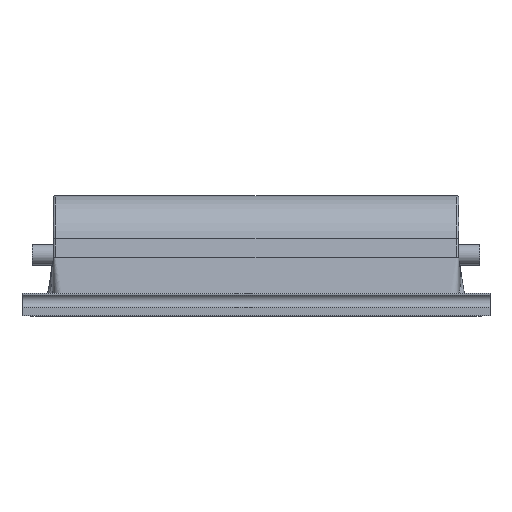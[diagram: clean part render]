
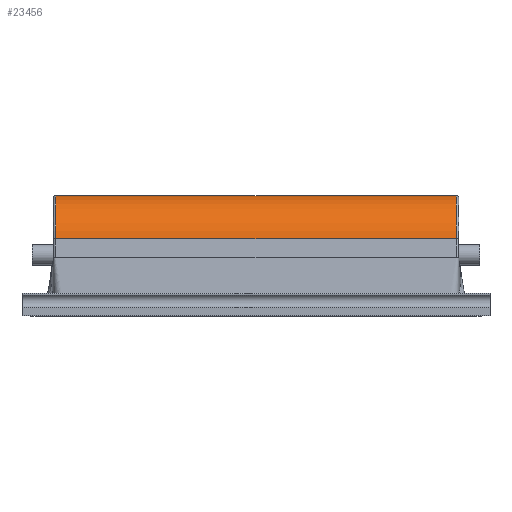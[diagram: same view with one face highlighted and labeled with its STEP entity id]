
A CAD part, top view. The second image highlights one B-rep face of the part: STEP entity #23456.
In plain terms, the highlighted cylindrical face has radius 26.237 mm (diameter 52.475 mm), a partial arc.
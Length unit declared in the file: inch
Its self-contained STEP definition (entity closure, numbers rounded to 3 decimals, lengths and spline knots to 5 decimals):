
#815 = ORIENTED_EDGE ( 'NONE', *, *, #9690, .T. ) ;
#1960 = CYLINDRICAL_SURFACE ( 'NONE', #14603, 1.03297 ) ;
#3055 = VERTEX_POINT ( 'NONE', #27817 ) ;
#3101 = ORIENTED_EDGE ( 'NONE', *, *, #22518, .T. ) ;
#4188 = DIRECTION ( 'NONE',  ( -1., 0., 0. ) ) ;
#4968 = DIRECTION ( 'NONE',  ( 0., 0., -1. ) ) ;
#6614 = DIRECTION ( 'NONE',  ( 0., 0., -1. ) ) ;
#6890 = CARTESIAN_POINT ( 'NONE',  ( 4.20039, 1.57137, -1.02654 ) ) ;
#7280 = CARTESIAN_POINT ( 'NONE',  ( 4.20039, 1.45635, 0. ) ) ;
#7688 = VERTEX_POINT ( 'NONE', #6890 ) ;
#8620 = DIRECTION ( 'NONE',  ( -1., 0., 0. ) ) ;
#9009 = VERTEX_POINT ( 'NONE', #23658 ) ;
#9690 = EDGE_CURVE ( 'NONE', #7688, #9009, #15071, .T. ) ;
#9890 = EDGE_LOOP ( 'NONE', ( #815, #3101, #28301, #11212 ) ) ;
#10743 = DIRECTION ( 'NONE',  ( 0., 0., 1. ) ) ;
#11212 = ORIENTED_EDGE ( 'NONE', *, *, #23671, .T. ) ;
#13495 = DIRECTION ( 'NONE',  ( 1., 0., 0. ) ) ;
#14603 = AXIS2_PLACEMENT_3D ( 'NONE', #17922, #22118, #10743 ) ;
#15071 = LINE ( 'NONE', #23728, #26081 ) ;
#15247 = EDGE_CURVE ( 'NONE', #3055, #17507, #23915, .T. ) ;
#15830 = CARTESIAN_POINT ( 'NONE',  ( -4.20039, 1.58189, 1.02531 ) ) ;
#17394 = CARTESIAN_POINT ( 'NONE',  ( -4.20039, 1.45635, 0. ) ) ;
#17507 = VERTEX_POINT ( 'NONE', #15830 ) ;
#17922 = CARTESIAN_POINT ( 'NONE',  ( 4.25, 1.45635, 0. ) ) ;
#19881 = CARTESIAN_POINT ( 'NONE',  ( 4.25, 1.58189, 1.02531 ) ) ;
#20187 = AXIS2_PLACEMENT_3D ( 'NONE', #7280, #24697, #4968 ) ;
#20663 = AXIS2_PLACEMENT_3D ( 'NONE', #17394, #13495, #6614 ) ;
#21576 = CIRCLE ( 'NONE', #20187, 1.03297 ) ;
#22118 = DIRECTION ( 'NONE',  ( -1., 0., 0. ) ) ;
#22518 = EDGE_CURVE ( 'NONE', #9009, #17507, #27107, .T. ) ;
#23456 = ADVANCED_FACE ( 'NONE', ( #26438 ), #1960, .T. ) ;
#23658 = CARTESIAN_POINT ( 'NONE',  ( -4.20039, 1.57137, -1.02654 ) ) ;
#23671 = EDGE_CURVE ( 'NONE', #3055, #7688, #21576, .T. ) ;
#23728 = CARTESIAN_POINT ( 'NONE',  ( 4.25, 1.57137, -1.02654 ) ) ;
#23915 = LINE ( 'NONE', #19881, #27780 ) ;
#24697 = DIRECTION ( 'NONE',  ( -1., 0., 0. ) ) ;
#26081 = VECTOR ( 'NONE', #8620, 39.37008 ) ;
#26438 = FACE_OUTER_BOUND ( 'NONE', #9890, .T. ) ;
#27107 = CIRCLE ( 'NONE', #20663, 1.03297 ) ;
#27780 = VECTOR ( 'NONE', #4188, 39.37008 ) ;
#27817 = CARTESIAN_POINT ( 'NONE',  ( 4.20039, 1.58189, 1.02531 ) ) ;
#28301 = ORIENTED_EDGE ( 'NONE', *, *, #15247, .F. ) ;
